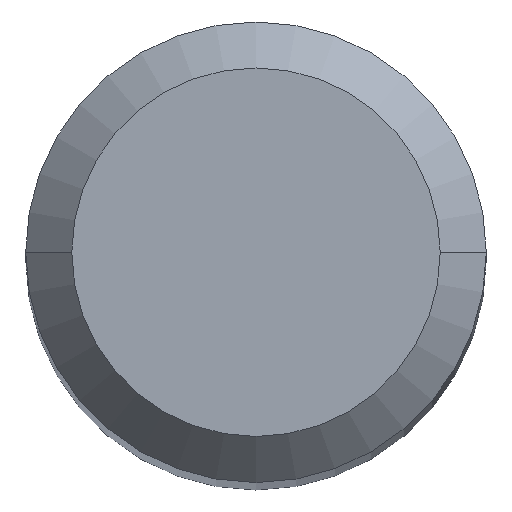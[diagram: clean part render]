
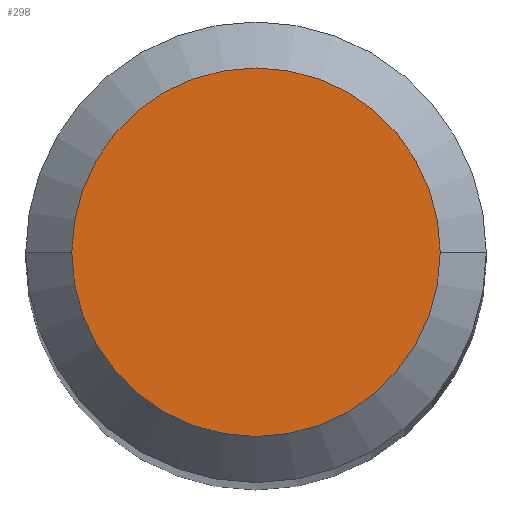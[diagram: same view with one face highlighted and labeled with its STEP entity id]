
A CAD part, top view. The second image highlights one B-rep face of the part: STEP entity #298.
In plain terms, the highlighted planar face has unit normal (0, 0, 1).
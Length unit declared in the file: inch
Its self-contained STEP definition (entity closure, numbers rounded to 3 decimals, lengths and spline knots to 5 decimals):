
#3 = AXIS2_PLACEMENT_3D ( 'NONE', #303, #451, #258 ) ;
#22 = CIRCLE ( 'NONE', #3, 0.05 ) ;
#53 = ORIENTED_EDGE ( 'NONE', *, *, #466, .T. ) ;
#77 = DIRECTION ( 'NONE',  ( -1., 0., 0. ) ) ;
#90 = CARTESIAN_POINT ( 'NONE',  ( 0., 0., 0. ) ) ;
#94 = DIRECTION ( 'NONE',  ( 1., 0., 0. ) ) ;
#130 = CIRCLE ( 'NONE', #461, 0.05 ) ;
#141 = CARTESIAN_POINT ( 'NONE',  ( -0.05, 0., 0. ) ) ;
#143 = PLANE ( 'NONE',  #228 ) ;
#149 = EDGE_LOOP ( 'NONE', ( #53, #281 ) ) ;
#168 = DIRECTION ( 'NONE',  ( 0., 0., 1. ) ) ;
#193 = CARTESIAN_POINT ( 'NONE',  ( 0.05, 0., 0. ) ) ;
#203 = VERTEX_POINT ( 'NONE', #193 ) ;
#228 = AXIS2_PLACEMENT_3D ( 'NONE', #265, #416, #77 ) ;
#258 = DIRECTION ( 'NONE',  ( 1., 0., 0. ) ) ;
#263 = FACE_OUTER_BOUND ( 'NONE', #149, .T. ) ;
#265 = CARTESIAN_POINT ( 'NONE',  ( 0., 0., 0. ) ) ;
#272 = EDGE_CURVE ( 'NONE', #203, #316, #22, .T. ) ;
#281 = ORIENTED_EDGE ( 'NONE', *, *, #272, .T. ) ;
#298 = ADVANCED_FACE ( 'NONE', ( #263 ), #143, .F. ) ;
#303 = CARTESIAN_POINT ( 'NONE',  ( 0., 0., 0. ) ) ;
#316 = VERTEX_POINT ( 'NONE', #141 ) ;
#416 = DIRECTION ( 'NONE',  ( 0., 0., -1. ) ) ;
#451 = DIRECTION ( 'NONE',  ( 0., 0., 1. ) ) ;
#461 = AXIS2_PLACEMENT_3D ( 'NONE', #90, #168, #94 ) ;
#466 = EDGE_CURVE ( 'NONE', #316, #203, #130, .T. ) ;
